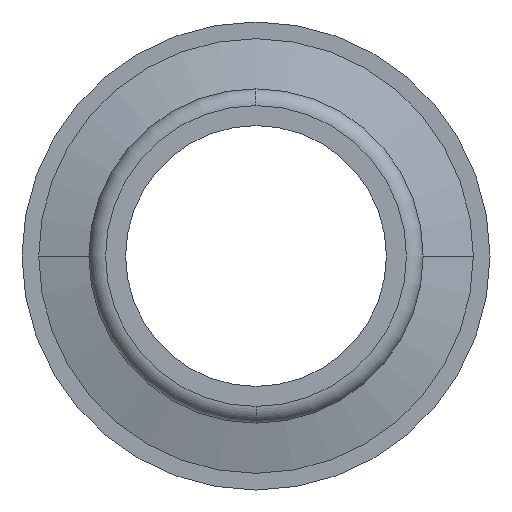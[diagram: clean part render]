
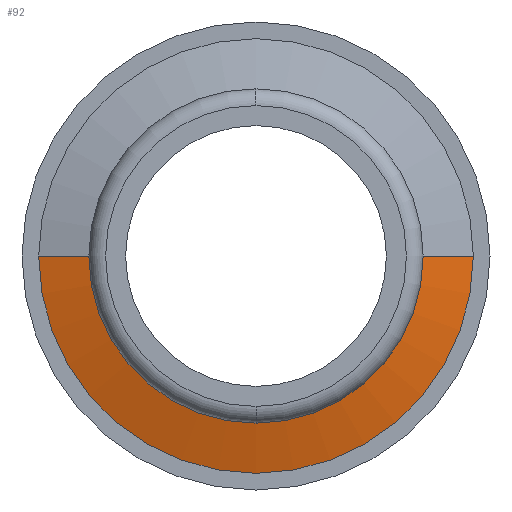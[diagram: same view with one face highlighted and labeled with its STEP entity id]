
A CAD part, front view. The second image highlights one B-rep face of the part: STEP entity #92.
In plain terms, the highlighted conical face has half-angle 75 degrees and reference radius 5.75 mm.
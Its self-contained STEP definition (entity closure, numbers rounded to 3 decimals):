
#92=ADVANCED_FACE('',(#228),#229,.T.);
#228=FACE_OUTER_BOUND('',#413,.T.);
#229=CONICAL_SURFACE('',#414,5.75,1.309);
#413=EDGE_LOOP('',(#622,#623,#624,#625));
#414=AXIS2_PLACEMENT_3D('',#626,#627,#628);
#622=ORIENTED_EDGE('',*,*,#1066,.F.);
#623=ORIENTED_EDGE('',*,*,#1067,.T.);
#624=ORIENTED_EDGE('',*,*,#1068,.F.);
#625=ORIENTED_EDGE('',*,*,#1069,.F.);
#626=CARTESIAN_POINT('',(0.0,6.801,0.0));
#627=DIRECTION('',(-0.0,1.0,-0.0));
#628=DIRECTION('',(1.0,0.0,0.0));
#1066=EDGE_CURVE('',#1264,#1265,#1266,.T.);
#1067=EDGE_CURVE('',#1264,#1267,#1268,.T.);
#1068=EDGE_CURVE('',#1269,#1267,#1270,.T.);
#1069=EDGE_CURVE('',#1265,#1269,#1271,.T.);
#1264=VERTEX_POINT('',#1520);
#1265=VERTEX_POINT('',#1521);
#1266=LINE('',#1522,#1523);
#1267=VERTEX_POINT('',#1524);
#1268=CIRCLE('',#1525,5.0);
#1269=VERTEX_POINT('',#1526);
#1270=LINE('',#1527,#1528);
#1271=CIRCLE('',#1529,6.5);
#1520=CARTESIAN_POINT('',(5.0,6.6,0.0));
#1521=CARTESIAN_POINT('',(6.5,7.002,0.0));
#1522=CARTESIAN_POINT('',(5.75,6.801,0.));
#1523=VECTOR('',#1804,1.0);
#1524=CARTESIAN_POINT('',(-5.0,6.6,0.));
#1525=AXIS2_PLACEMENT_3D('',#1805,#1806,#1807);
#1526=CARTESIAN_POINT('',(-6.5,7.002,0.));
#1527=CARTESIAN_POINT('',(-5.75,6.801,0.));
#1528=VECTOR('',#1808,1.0);
#1529=AXIS2_PLACEMENT_3D('',#1809,#1810,#1811);
#1804=DIRECTION('',(0.966,0.259,0.));
#1805=CARTESIAN_POINT('',(0.0,6.6,0.0));
#1806=DIRECTION('',(-0.0,1.0,0.0));
#1807=DIRECTION('',(1.0,0.0,0.0));
#1808=DIRECTION('',(0.966,-0.259,0.));
#1809=CARTESIAN_POINT('',(0.0,7.002,0.0));
#1810=DIRECTION('',(-0.0,1.0,0.0));
#1811=DIRECTION('',(1.0,0.0,0.0));
